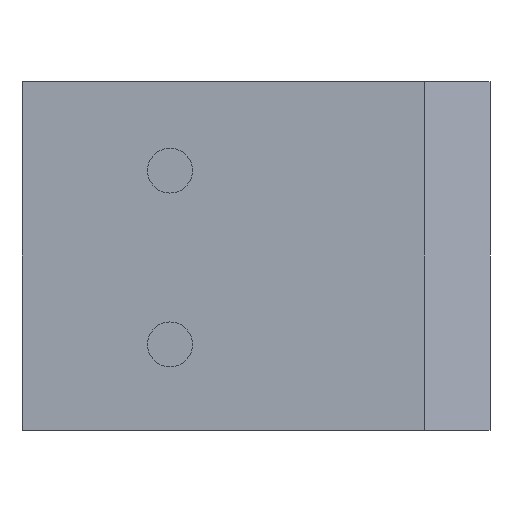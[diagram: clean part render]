
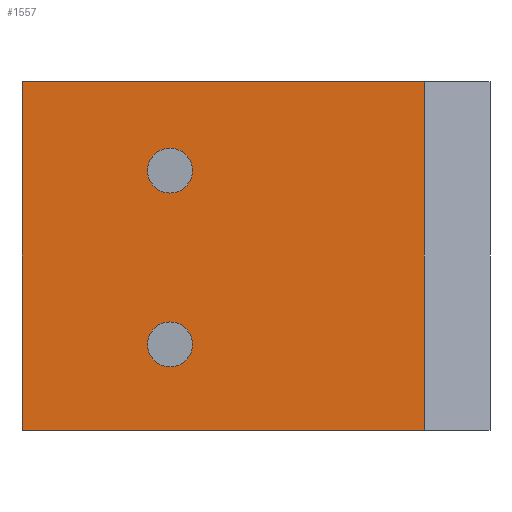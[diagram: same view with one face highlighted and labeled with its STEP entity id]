
A CAD part, front view. The second image highlights one B-rep face of the part: STEP entity #1557.
In plain terms, the highlighted planar face has unit normal (0, -1, 0).
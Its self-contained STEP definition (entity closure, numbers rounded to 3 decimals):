
#58 = EDGE_CURVE ( 'NONE', #1595, #1977, #1408, .T. ) ;
#115 = CARTESIAN_POINT ( 'NONE',  ( 4.538, 0., 2.564 ) ) ;
#164 = ORIENTED_EDGE ( 'NONE', *, *, #1370, .T. ) ;
#293 = LINE ( 'NONE', #957, #1715 ) ;
#297 = EDGE_CURVE ( 'NONE', #2162, #2162, #1855, .T. ) ;
#318 = CARTESIAN_POINT ( 'NONE',  ( 4.538, 0., -7.5 ) ) ;
#352 = EDGE_LOOP ( 'NONE', ( #1441 ) ) ;
#359 = CARTESIAN_POINT ( 'NONE',  ( -7.09, 0., 7.5 ) ) ;
#370 = DIRECTION ( 'NONE',  ( 1., 0., 0. ) ) ;
#394 = LINE ( 'NONE', #318, #842 ) ;
#451 = ORIENTED_EDGE ( 'NONE', *, *, #1980, .T. ) ;
#457 = DIRECTION ( 'NONE',  ( 0., 1., 0. ) ) ;
#476 = DIRECTION ( 'NONE',  ( 0., 0., 1. ) ) ;
#479 = ORIENTED_EDGE ( 'NONE', *, *, #747, .F. ) ;
#553 = DIRECTION ( 'NONE',  ( 0., 1., 0. ) ) ;
#562 = CARTESIAN_POINT ( 'NONE',  ( -7.09, 0., -7.5 ) ) ;
#720 = FACE_OUTER_BOUND ( 'NONE', #1174, .T. ) ;
#747 = EDGE_CURVE ( 'NONE', #1977, #1647, #293, .T. ) ;
#842 = VECTOR ( 'NONE', #1958, 1000. ) ;
#896 = AXIS2_PLACEMENT_3D ( 'NONE', #1563, #457, #1748 ) ;
#905 = LINE ( 'NONE', #359, #2321 ) ;
#957 = CARTESIAN_POINT ( 'NONE',  ( 4.538, 0., 7.5 ) ) ;
#1174 = EDGE_LOOP ( 'NONE', ( #1914, #164, #451, #479 ) ) ;
#1308 = EDGE_CURVE ( 'NONE', #2037, #2037, #1556, .T. ) ;
#1357 = VERTEX_POINT ( 'NONE', #562 ) ;
#1370 = EDGE_CURVE ( 'NONE', #1595, #1357, #905, .T. ) ;
#1383 = CARTESIAN_POINT ( 'NONE',  ( 4.538, 0., -7.5 ) ) ;
#1387 = CARTESIAN_POINT ( 'NONE',  ( -7.09, 0., 2.564 ) ) ;
#1408 = LINE ( 'NONE', #1474, #2393 ) ;
#1441 = ORIENTED_EDGE ( 'NONE', *, *, #297, .T. ) ;
#1463 = DIRECTION ( 'NONE',  ( 0., 0., -1. ) ) ;
#1474 = CARTESIAN_POINT ( 'NONE',  ( 4.538, 0., 2.564 ) ) ;
#1502 = DIRECTION ( 'NONE',  ( 0., 0., -1. ) ) ;
#1556 = CIRCLE ( 'NONE', #1990, 0.65 ) ;
#1557 = ADVANCED_FACE ( 'NONE', ( #2203, #1697, #720 ), #1586, .F. ) ;
#1563 = CARTESIAN_POINT ( 'NONE',  ( -2.813, 0., 0. ) ) ;
#1586 = PLANE ( 'NONE',  #2202 ) ;
#1595 = VERTEX_POINT ( 'NONE', #1387 ) ;
#1647 = VERTEX_POINT ( 'NONE', #1383 ) ;
#1661 = DIRECTION ( 'NONE',  ( 0., 0., 1. ) ) ;
#1697 = FACE_BOUND ( 'NONE', #352, .T. ) ;
#1715 = VECTOR ( 'NONE', #1502, 1000. ) ;
#1748 = DIRECTION ( 'NONE',  ( 0., 0., 1. ) ) ;
#1759 = EDGE_LOOP ( 'NONE', ( #1875 ) ) ;
#1763 = DIRECTION ( 'NONE',  ( 0., 1., 0. ) ) ;
#1844 = CARTESIAN_POINT ( 'NONE',  ( -2.813, 0., -5.025 ) ) ;
#1855 = CIRCLE ( 'NONE', #896, 0.65 ) ;
#1875 = ORIENTED_EDGE ( 'NONE', *, *, #1308, .T. ) ;
#1914 = ORIENTED_EDGE ( 'NONE', *, *, #58, .F. ) ;
#1956 = CARTESIAN_POINT ( 'NONE',  ( 4.538, 0., 7.5 ) ) ;
#1958 = DIRECTION ( 'NONE',  ( 1., 0., 0. ) ) ;
#1977 = VERTEX_POINT ( 'NONE', #115 ) ;
#1980 = EDGE_CURVE ( 'NONE', #1357, #1647, #394, .T. ) ;
#1990 = AXIS2_PLACEMENT_3D ( 'NONE', #1844, #553, #1661 ) ;
#2037 = VERTEX_POINT ( 'NONE', #2367 ) ;
#2162 = VERTEX_POINT ( 'NONE', #2374 ) ;
#2202 = AXIS2_PLACEMENT_3D ( 'NONE', #1956, #1763, #476 ) ;
#2203 = FACE_BOUND ( 'NONE', #1759, .T. ) ;
#2321 = VECTOR ( 'NONE', #1463, 1000. ) ;
#2367 = CARTESIAN_POINT ( 'NONE',  ( -2.813, 0., -4.375 ) ) ;
#2374 = CARTESIAN_POINT ( 'NONE',  ( -2.813, 0., 0.65 ) ) ;
#2393 = VECTOR ( 'NONE', #370, 1000. ) ;
